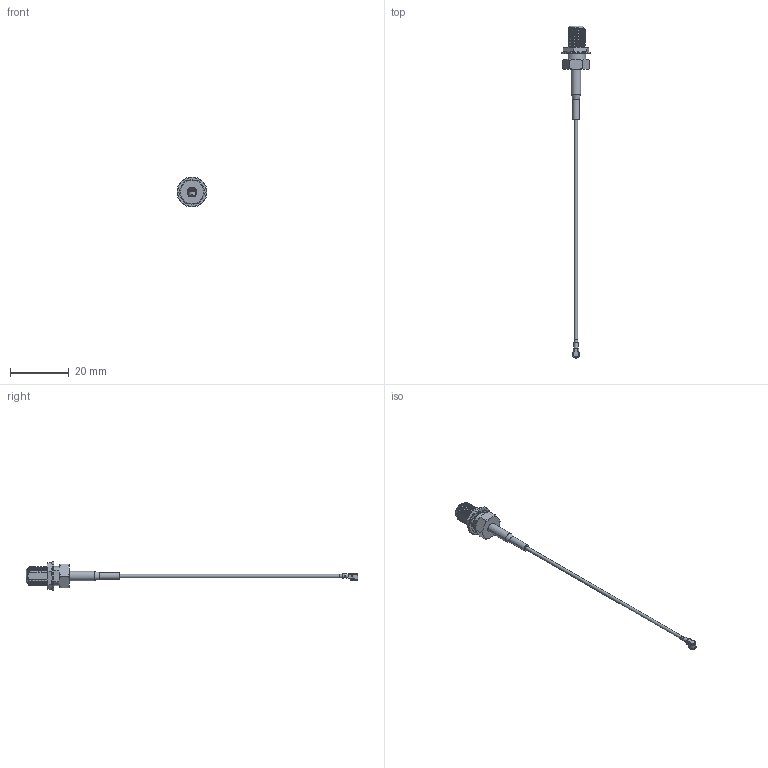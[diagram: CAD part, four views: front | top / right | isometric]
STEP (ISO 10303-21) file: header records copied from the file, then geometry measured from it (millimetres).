
FILE_DESCRIPTION(/* description */ ('STEP AP203','CAx-IF Rec.Pracs.---Representation and Presentation of Product Manufacturing Information (PMI)---4.0---2014-10-13'),/* implementation_level */ '2;1');
FILE_NAME(/* name */ 'SMA to UMCX Cable.step',/* time_stamp */ '2025-01-23T16:19:04-07:00',/* author */ (''),/* organization */ (''),/* preprocessor_version */ 'ST-DEVELOPER v20',/* originating_system */ 'Autodesk Translation Framework v13.20.0.188',/* authorisation */ '');
FILE_SCHEMA (('AP242_MANAGED_MODEL_BASED_3D_ENGINEERING_MIM_LF { 1 0 10303 442 1 1 4 }'));
Products named in the file (10): Connector_Ass; Connector_2; Washer; Nut; UMCX Connector; Body009; Body010; Body011; Body012; Cable 75 mm
Assembly tree (9 placements, depth 3):
  Connector_Ass
    Connector_2
    Washer
    Nut
    UMCX Connector
      Body009
      Body010
      Body011
      Body012
      Cable 75 mm
Bounding box: 10.2 x 113.16 x 10.2 mm (x, y, z)
Volume: 653.8 mm3; surface area: 1431.5 mm2
Topology: 9 solids, 10 shells, 365 faces, 943 edges, 600 vertices
Faces by surface type: cylinder 137, plane 100, torus 49, bspline 45, cone 33, sphere 1
Full cylindrical faces by diameter (mm): 0.5 x2, 0.6 x1, 1 x2, 1.13 x2, 1.6 x1, 2 x1, 2.3 x1, 2.33 x1, 3.2 x1, 4 x2, 6 x1, 10.2 x1
Entity records: 41240 total; most frequent: CARTESIAN_POINT 32810, ORIENTED_EDGE 1884, DIRECTION 1482, EDGE_CURVE 942, VERTEX_POINT 600, AXIS2_PLACEMENT_3D 558, EDGE_LOOP 378, LINE 366
